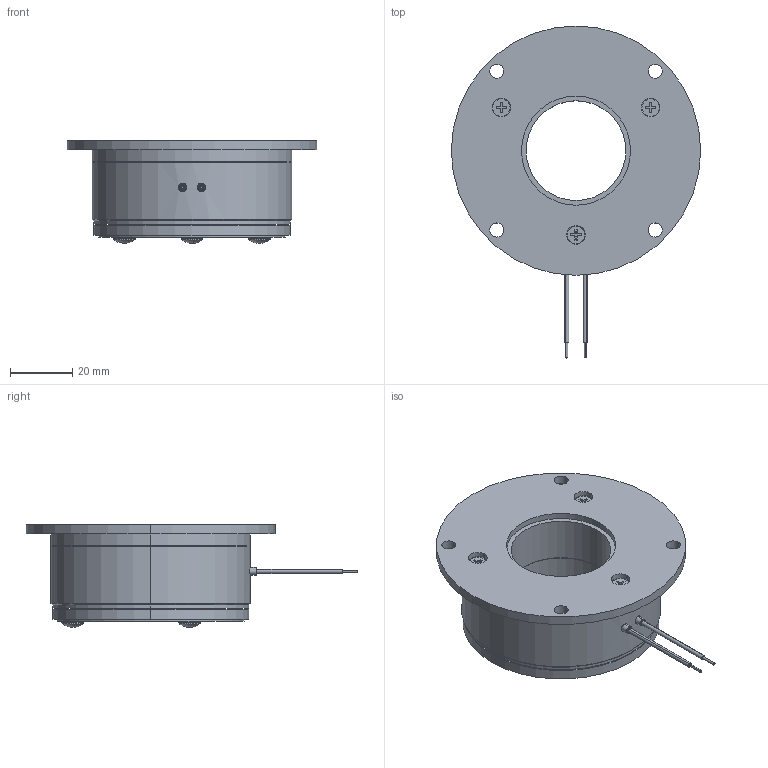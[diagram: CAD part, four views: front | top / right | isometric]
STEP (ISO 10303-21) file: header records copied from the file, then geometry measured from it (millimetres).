
FILE_DESCRIPTION (( 'STEP AP214' ), '1' );
FILE_NAME ('dr_bk_06P1-110_mu.STEP', '2024-05-27T07:26:27', ( '' ), ( '' ), 'SwSTEP 2.0', 'SolidWorks 2022', '' );
FILE_SCHEMA (( 'AUTOMOTIVE_DESIGN' ));
Length unit declared in the file: millimetre
Products named in the file (7): 10068788_000; 10069020_000; 10069021_000; 10068966_000; 10068789_000_Einbaulänge 2,55mm; dr_bk_06P1-110_mu; 10069022_000
Assembly tree (10 placements, depth 3):
  dr_bk_06P1-110_mu
    10068966_000
    10069020_000
      10069022_000
      10069021_000
      10068788_000  x3
      10068789_000_Einbaulänge 2,55mm  x3
Bounding box: 80 x 106.5 x 33 mm (x, y, z)
Volume: 76024.6 mm3; surface area: 26361.9 mm2
Topology: 11 solids, 11 shells, 275 faces, 626 edges, 388 vertices
Faces by surface type: cylinder 124, plane 69, cone 62, torus 14, sphere 6
Entity records: 8844 total; most frequent: CARTESIAN_POINT 1411, DIRECTION 1232, ORIENTED_EDGE 1040, EDGE_CURVE 520, AXIS2_PLACEMENT_3D 489, VERTEX_POINT 328, EDGE_LOOP 284, VECTOR 254
